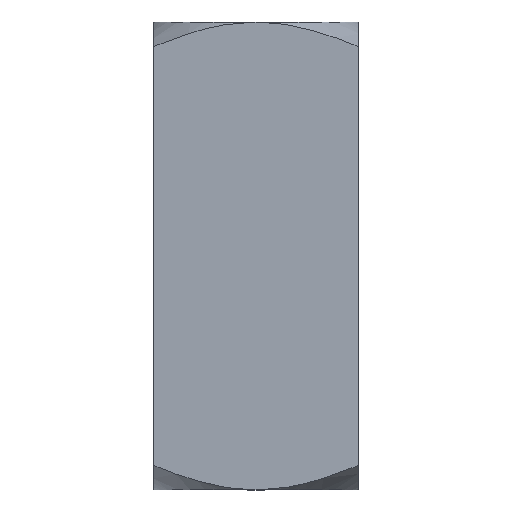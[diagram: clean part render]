
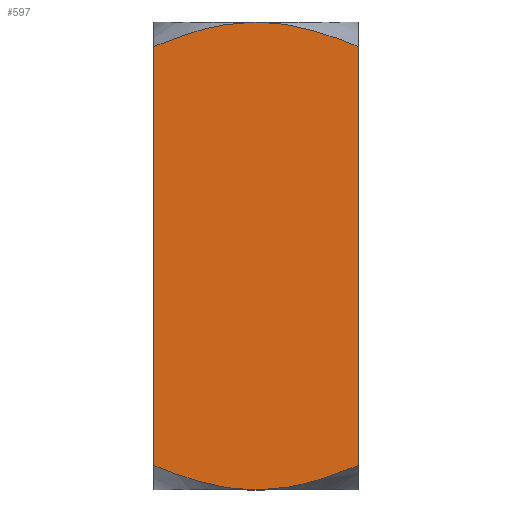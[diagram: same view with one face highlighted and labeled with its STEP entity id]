
A CAD part, front view. The second image highlights one B-rep face of the part: STEP entity #597.
In plain terms, the highlighted planar face has unit normal (0, -1, 0).
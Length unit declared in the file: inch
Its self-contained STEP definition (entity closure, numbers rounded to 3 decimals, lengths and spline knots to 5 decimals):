
#18 = CARTESIAN_POINT ( 'NONE',  ( 0.23217, -0.34375, 0.74682 ) ) ;
#79 = CARTESIAN_POINT ( 'NONE',  ( 0.28852, -0.34375, 0.72718 ) ) ;
#105 = B_SPLINE_CURVE_WITH_KNOTS ( 'NONE', 3,
 ( #8215, #1336, #5967, #8153, #2897, #2835, #5836, #1398, #1367, #7388 ),
 .UNSPECIFIED., .F., .F.,
 ( 4, 2, 2, 2, 4 ),
 ( 0.00978, 0.01429, 0.01655, 0.01768, 0.01881 ),
 .UNSPECIFIED. ) ;
#116 = CARTESIAN_POINT ( 'NONE',  ( 0.20369, -0.34375, 0.75574 ) ) ;
#235 = DIRECTION ( 'NONE',  ( 0., 0., 1. ) ) ;
#485 = CARTESIAN_POINT ( 'NONE',  ( -0.07421, -0.34375, 0.78309 ) ) ;
#594 = FACE_OUTER_BOUND ( 'NONE', #2567, .T. ) ;
#597 = ADVANCED_FACE ( 'NONE', ( #594 ), #4470, .T. ) ;
#645 = DIRECTION ( 'NONE',  ( 0., 0., 1. ) ) ;
#745 = CARTESIAN_POINT ( 'NONE',  ( 0.31627, -0.34375, -0.71651 ) ) ;
#772 = CARTESIAN_POINT ( 'NONE',  ( 0., -0.34375, 0.7875 ) ) ;
#814 = ORIENTED_EDGE ( 'NONE', *, *, #3738, .T. ) ;
#907 = VERTEX_POINT ( 'NONE', #4064 ) ;
#929 = B_SPLINE_CURVE_WITH_KNOTS ( 'NONE', 3,
 ( #6567, #3431, #2046, #4253, #485, #6537, #7208, #8854, #4282, #9557 ),
 .UNSPECIFIED., .F., .F.,
 ( 4, 2, 2, 2, 4 ),
 ( 0.0317, 0.03282, 0.03393, 0.03617, 0.04064 ),
 .UNSPECIFIED. ) ;
#1234 = B_SPLINE_CURVE_WITH_KNOTS ( 'NONE', 3,
 ( #2212, #3004, #3721, #8292, #3786, #6837, #8261, #2906, #745, #5276 ),
 .UNSPECIFIED., .F., .F.,
 ( 4, 2, 2, 2, 4 ),
 ( 0.01881, 0.02108, 0.02336, 0.02564, 0.02791 ),
 .UNSPECIFIED. ) ;
#1248 = CARTESIAN_POINT ( 'NONE',  ( -0.34375, -0.34375, -0.70529 ) ) ;
#1336 = CARTESIAN_POINT ( 'NONE',  ( -0.28887, -0.34375, -0.7277 ) ) ;
#1367 = CARTESIAN_POINT ( 'NONE',  ( -0.01477, -0.34375, -0.7875 ) ) ;
#1398 = CARTESIAN_POINT ( 'NONE',  ( -0.02969, -0.34375, -0.78694 ) ) ;
#1561 = VERTEX_POINT ( 'NONE', #6849 ) ;
#2009 = AXIS2_PLACEMENT_3D ( 'NONE', #8981, #5960, #6723 ) ;
#2016 = VERTEX_POINT ( 'NONE', #1248 ) ;
#2046 = CARTESIAN_POINT ( 'NONE',  ( -0.02969, -0.34375, 0.78694 ) ) ;
#2175 = EDGE_CURVE ( 'NONE', #2016, #4903, #105, .T. ) ;
#2212 = CARTESIAN_POINT ( 'NONE',  ( 0., -0.34375, -0.7875 ) ) ;
#2302 = EDGE_CURVE ( 'NONE', #1561, #4630, #7668, .T. ) ;
#2501 = CARTESIAN_POINT ( 'NONE',  ( 0., -0.34375, -0.7875 ) ) ;
#2567 = EDGE_LOOP ( 'NONE', ( #7400, #6065, #8709, #4398, #8959, #814 ) ) ;
#2835 = CARTESIAN_POINT ( 'NONE',  ( -0.07421, -0.34375, -0.78309 ) ) ;
#2897 = CARTESIAN_POINT ( 'NONE',  ( -0.11817, -0.34375, -0.77674 ) ) ;
#2906 = CARTESIAN_POINT ( 'NONE',  ( 0.28852, -0.34375, -0.72718 ) ) ;
#2970 = CARTESIAN_POINT ( 'NONE',  ( -0.34375, -0.34375, 0. ) ) ;
#3004 = CARTESIAN_POINT ( 'NONE',  ( 0.02981, -0.34375, -0.7875 ) ) ;
#3034 = CARTESIAN_POINT ( 'NONE',  ( 0.34375, -0.34375, 0.70529 ) ) ;
#3129 = CARTESIAN_POINT ( 'NONE',  ( 0.02981, -0.34375, 0.7875 ) ) ;
#3431 = CARTESIAN_POINT ( 'NONE',  ( -0.01477, -0.34375, 0.7875 ) ) ;
#3507 = LINE ( 'NONE', #2970, #9433 ) ;
#3532 = CARTESIAN_POINT ( 'NONE',  ( 0.34375, -0.34375, 0.70529 ) ) ;
#3721 = CARTESIAN_POINT ( 'NONE',  ( 0.05927, -0.34375, -0.78523 ) ) ;
#3738 = EDGE_CURVE ( 'NONE', #4903, #1561, #1234, .T. ) ;
#3786 = CARTESIAN_POINT ( 'NONE',  ( 0.14643, -0.34375, -0.77075 ) ) ;
#3811 = CARTESIAN_POINT ( 'NONE',  ( 0.34375, -0.34375, 0. ) ) ;
#4064 = CARTESIAN_POINT ( 'NONE',  ( -0.34375, -0.34375, 0.70529 ) ) ;
#4253 = CARTESIAN_POINT ( 'NONE',  ( -0.05945, -0.34375, 0.78473 ) ) ;
#4282 = CARTESIAN_POINT ( 'NONE',  ( -0.28887, -0.34375, 0.7277 ) ) ;
#4398 = ORIENTED_EDGE ( 'NONE', *, *, #8553, .F. ) ;
#4470 = PLANE ( 'NONE',  #2009 ) ;
#4630 = VERTEX_POINT ( 'NONE', #3532 ) ;
#4903 = VERTEX_POINT ( 'NONE', #2501 ) ;
#5276 = CARTESIAN_POINT ( 'NONE',  ( 0.34375, -0.34375, -0.70529 ) ) ;
#5369 = CARTESIAN_POINT ( 'NONE',  ( 0.14643, -0.34375, 0.77075 ) ) ;
#5836 = CARTESIAN_POINT ( 'NONE',  ( -0.05945, -0.34375, -0.78473 ) ) ;
#5960 = DIRECTION ( 'NONE',  ( 0., -1., 0. ) ) ;
#5967 = CARTESIAN_POINT ( 'NONE',  ( -0.23277, -0.34375, -0.74809 ) ) ;
#6065 = ORIENTED_EDGE ( 'NONE', *, *, #8688, .T. ) ;
#6537 = CARTESIAN_POINT ( 'NONE',  ( -0.11817, -0.34375, 0.77674 ) ) ;
#6567 = CARTESIAN_POINT ( 'NONE',  ( 0., -0.34375, 0.7875 ) ) ;
#6723 = DIRECTION ( 'NONE',  ( 1., 0., 0. ) ) ;
#6837 = CARTESIAN_POINT ( 'NONE',  ( 0.20369, -0.34375, -0.75574 ) ) ;
#6849 = CARTESIAN_POINT ( 'NONE',  ( 0.34375, -0.34375, -0.70529 ) ) ;
#6899 = CARTESIAN_POINT ( 'NONE',  ( 0.11758, -0.34375, 0.77685 ) ) ;
#7199 = VECTOR ( 'NONE', #235, 39.37008 ) ;
#7208 = CARTESIAN_POINT ( 'NONE',  ( -0.14705, -0.34375, 0.7706 ) ) ;
#7388 = CARTESIAN_POINT ( 'NONE',  ( 0., -0.34375, -0.7875 ) ) ;
#7400 = ORIENTED_EDGE ( 'NONE', *, *, #2302, .T. ) ;
#7665 = CARTESIAN_POINT ( 'NONE',  ( 0.05927, -0.34375, 0.78523 ) ) ;
#7668 = LINE ( 'NONE', #3811, #7199 ) ;
#8153 = CARTESIAN_POINT ( 'NONE',  ( -0.14705, -0.34375, -0.7706 ) ) ;
#8215 = CARTESIAN_POINT ( 'NONE',  ( -0.34375, -0.34375, -0.70529 ) ) ;
#8261 = CARTESIAN_POINT ( 'NONE',  ( 0.23217, -0.34375, -0.74682 ) ) ;
#8292 = CARTESIAN_POINT ( 'NONE',  ( 0.11758, -0.34375, -0.77685 ) ) ;
#8310 = EDGE_CURVE ( 'NONE', #8406, #907, #929, .T. ) ;
#8406 = VERTEX_POINT ( 'NONE', #8726 ) ;
#8448 = B_SPLINE_CURVE_WITH_KNOTS ( 'NONE', 3,
 ( #3034, #9156, #79, #18, #116, #5369, #6899, #7665, #3129, #772 ),
 .UNSPECIFIED., .F., .F.,
 ( 4, 2, 2, 2, 4 ),
 ( 0.02268, 0.02493, 0.02719, 0.02944, 0.0317 ),
 .UNSPECIFIED. ) ;
#8553 = EDGE_CURVE ( 'NONE', #2016, #907, #3507, .T. ) ;
#8688 = EDGE_CURVE ( 'NONE', #4630, #8406, #8448, .T. ) ;
#8709 = ORIENTED_EDGE ( 'NONE', *, *, #8310, .T. ) ;
#8726 = CARTESIAN_POINT ( 'NONE',  ( 0., -0.34375, 0.7875 ) ) ;
#8854 = CARTESIAN_POINT ( 'NONE',  ( -0.23277, -0.34375, 0.74809 ) ) ;
#8959 = ORIENTED_EDGE ( 'NONE', *, *, #2175, .T. ) ;
#8981 = CARTESIAN_POINT ( 'NONE',  ( 0.34375, -0.34375, 0. ) ) ;
#9156 = CARTESIAN_POINT ( 'NONE',  ( 0.31627, -0.34375, 0.71651 ) ) ;
#9433 = VECTOR ( 'NONE', #645, 39.37008 ) ;
#9557 = CARTESIAN_POINT ( 'NONE',  ( -0.34375, -0.34375, 0.70529 ) ) ;
